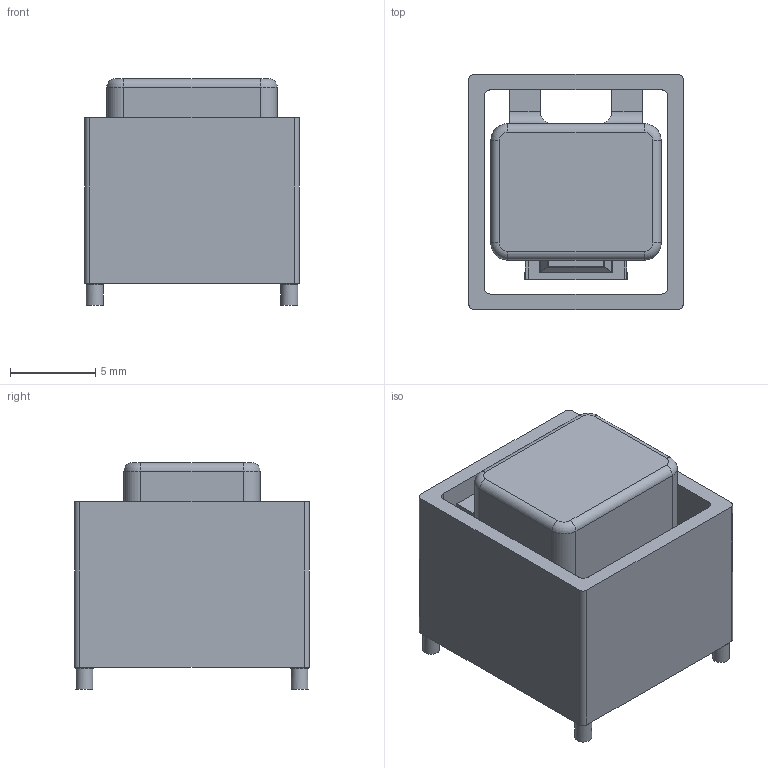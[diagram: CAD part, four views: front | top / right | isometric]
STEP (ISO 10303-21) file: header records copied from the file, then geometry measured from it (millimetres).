
FILE_DESCRIPTION(('FreeCAD Model'),'2;1');
FILE_NAME('WS28-Switch10x8V1_0.step','2020-01-10T11:34:08',(''),(''), 'Open CASCADE STEP processor 7.3','FreeCAD','Unknown');
FILE_SCHEMA(('AUTOMOTIVE_DESIGN { 1 0 10303 214 1 1 1 1 }'));
Length unit declared in the file: millimetre
Products named in the file (1): Baugruppe
Bounding box: 12.6 x 13.8 x 13.3 mm (x, y, z)
Volume: 765.4 mm3; surface area: 1791.9 mm2
Topology: 4 solids, 4 shells, 333 faces, 903 edges, 580 vertices
Faces by surface type: plane 219, cylinder 85, torus 14, bspline 10, sphere 4, cone 1
Full cylindrical faces by diameter (mm): 1 x4, 3.333 x1
Entity records: 25556 total; most frequent: CARTESIAN_POINT 5220, DIRECTION 3367, LINE 2275, VECTOR 2275, ORIENTED_EDGE 1798, PCURVE 1798, DEFINITIONAL_REPRESENTATION 1798, EDGE_CURVE 899
